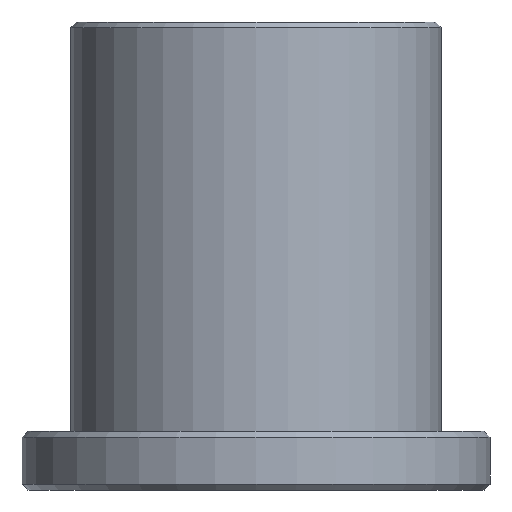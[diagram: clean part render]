
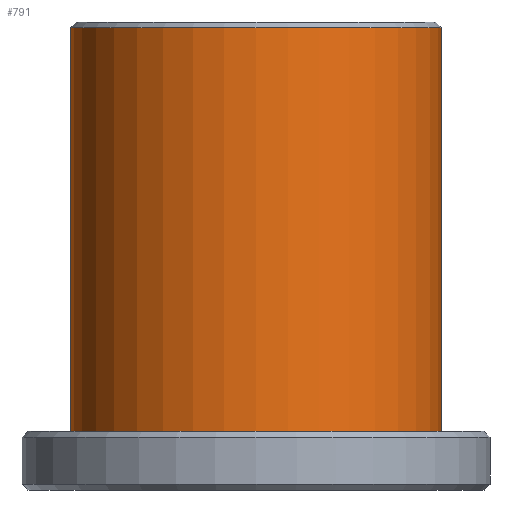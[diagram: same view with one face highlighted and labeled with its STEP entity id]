
A CAD part, front view. The second image highlights one B-rep face of the part: STEP entity #791.
In plain terms, the highlighted cylindrical face has radius 9.5 mm (diameter 19 mm), a partial arc.
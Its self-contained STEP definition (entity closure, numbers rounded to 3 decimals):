
#13 = LINE ( 'NONE', #846, #852 ) ;
#61 = DIRECTION ( 'NONE',  ( -1., 0., 0. ) ) ;
#63 = CYLINDRICAL_SURFACE ( 'NONE', #806, 9.5 ) ;
#100 = DIRECTION ( 'NONE',  ( -1., 0., 0. ) ) ;
#110 = ORIENTED_EDGE ( 'NONE', *, *, #354, .T. ) ;
#158 = AXIS2_PLACEMENT_3D ( 'NONE', #1428, #752, #100 ) ;
#173 = EDGE_CURVE ( 'NONE', #1121, #997, #672, .T. ) ;
#174 = CARTESIAN_POINT ( 'NONE',  ( 0., 0., 24. ) ) ;
#213 = CIRCLE ( 'NONE', #1055, 9.5 ) ;
#243 = FACE_OUTER_BOUND ( 'NONE', #1059, .T. ) ;
#354 = EDGE_CURVE ( 'NONE', #1121, #1425, #213, .T. ) ;
#442 = DIRECTION ( 'NONE',  ( 1., 0., 0. ) ) ;
#444 = DIRECTION ( 'NONE',  ( 0., 0., -1. ) ) ;
#447 = DIRECTION ( 'NONE',  ( 0., 0., -1. ) ) ;
#449 = ORIENTED_EDGE ( 'NONE', *, *, #1215, .T. ) ;
#450 = CARTESIAN_POINT ( 'NONE',  ( 9.5, 0., 24. ) ) ;
#458 = CARTESIAN_POINT ( 'NONE',  ( 0., 0., 23.7 ) ) ;
#565 = CARTESIAN_POINT ( 'NONE',  ( -9.5, 0., 23.7 ) ) ;
#672 = LINE ( 'NONE', #450, #1240 ) ;
#692 = CARTESIAN_POINT ( 'NONE',  ( 9.5, 0., 3. ) ) ;
#718 = DIRECTION ( 'NONE',  ( 0., 0., -1. ) ) ;
#752 = DIRECTION ( 'NONE',  ( 0., 0., -1. ) ) ;
#783 = VERTEX_POINT ( 'NONE', #1386 ) ;
#791 = ADVANCED_FACE ( 'NONE', ( #243 ), #63, .T. ) ;
#806 = AXIS2_PLACEMENT_3D ( 'NONE', #174, #718, #61 ) ;
#846 = CARTESIAN_POINT ( 'NONE',  ( -9.5, 0., 24. ) ) ;
#852 = VECTOR ( 'NONE', #1188, 1000. ) ;
#878 = ORIENTED_EDGE ( 'NONE', *, *, #1303, .F. ) ;
#997 = VERTEX_POINT ( 'NONE', #692 ) ;
#1055 = AXIS2_PLACEMENT_3D ( 'NONE', #458, #447, #442 ) ;
#1059 = EDGE_LOOP ( 'NONE', ( #1411, #110, #449, #878 ) ) ;
#1121 = VERTEX_POINT ( 'NONE', #1279 ) ;
#1188 = DIRECTION ( 'NONE',  ( 0., 0., -1. ) ) ;
#1215 = EDGE_CURVE ( 'NONE', #1425, #783, #13, .T. ) ;
#1240 = VECTOR ( 'NONE', #444, 1000. ) ;
#1279 = CARTESIAN_POINT ( 'NONE',  ( 9.5, 0., 23.7 ) ) ;
#1303 = EDGE_CURVE ( 'NONE', #997, #783, #1382, .T. ) ;
#1382 = CIRCLE ( 'NONE', #158, 9.5 ) ;
#1386 = CARTESIAN_POINT ( 'NONE',  ( -9.5, 0., 3. ) ) ;
#1411 = ORIENTED_EDGE ( 'NONE', *, *, #173, .F. ) ;
#1425 = VERTEX_POINT ( 'NONE', #565 ) ;
#1428 = CARTESIAN_POINT ( 'NONE',  ( 0., 0., 3. ) ) ;
